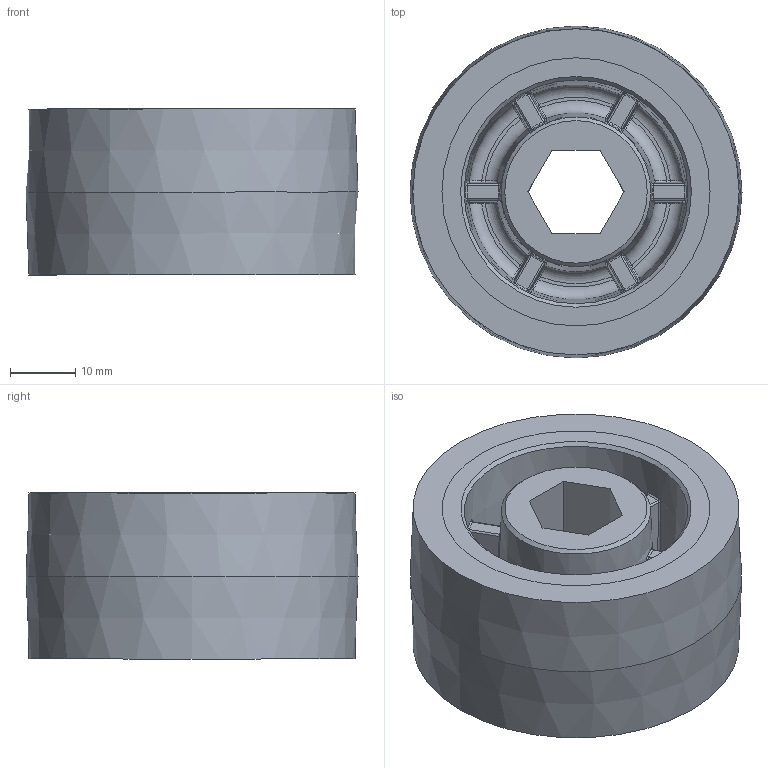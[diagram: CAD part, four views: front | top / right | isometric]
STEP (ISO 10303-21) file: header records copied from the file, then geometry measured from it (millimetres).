
FILE_DESCRIPTION(/* description */ (''),/* implementation_level */ '2;1');
FILE_NAME(/* name */ 'am-3155.stp',/* time_stamp */ '2019-12-10T16:20:45-08:00',/* author */ ('Phillips Lenovo'),/* organization */ ('Autodesk Inc.'),/* preprocessor_version */ 'ST-DEVELOPER v18',/* originating_system */ 'Autodesk Inventor 2020',/* authorisation */ '');
FILE_SCHEMA (('AUTOMOTIVE_DESIGN { 1 0 10303 214 3 1 1 }'));
Length unit declared in the file: inch
Products named in the file (3): am-3155; 2in Wheel Intergrated 0500 HEX Hub; 2in Tread
Assembly tree (2 placements, depth 2):
  am-3155
    2in Wheel Intergrated 0500 HEX Hub
    2in Tread
Bounding box: 50.8 x 50.8 x 25.4 mm (x, y, z)
Volume: 38695.1 mm3; surface area: 19270.4 mm2
Topology: 2 solids, 2 shells, 165 faces, 392 edges, 232 vertices
Faces by surface type: bspline 72, plane 35, torus 24, cylinder 24, cone 10
Entity records: 7769 total; most frequent: CARTESIAN_POINT 4292, ORIENTED_EDGE 784, DIRECTION 616, EDGE_CURVE 392, AXIS2_PLACEMENT_3D 270, VERTEX_POINT 232, CIRCLE 172, EDGE_LOOP 170
